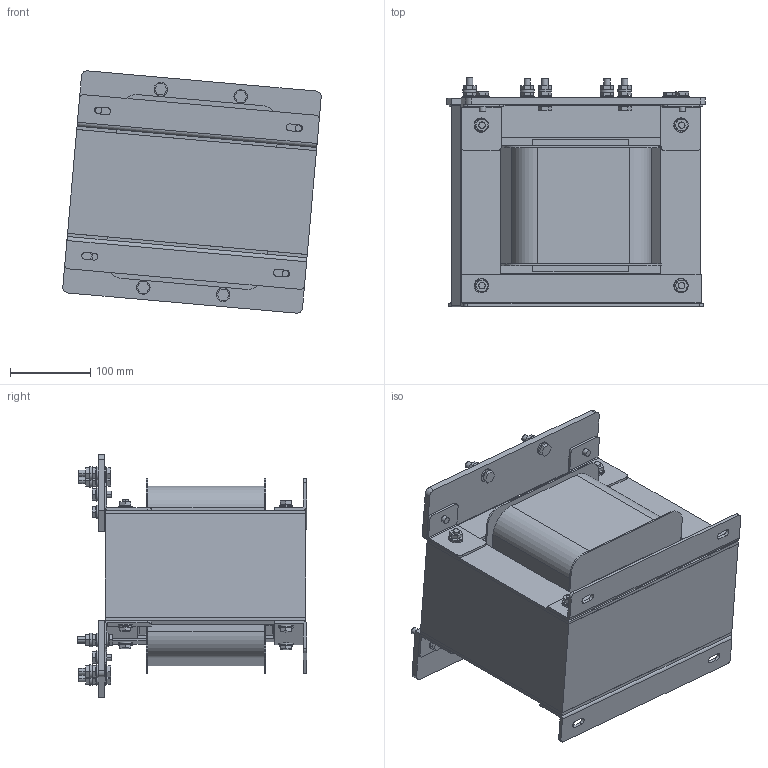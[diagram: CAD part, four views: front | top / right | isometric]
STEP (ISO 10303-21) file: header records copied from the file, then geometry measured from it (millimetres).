
FILE_DESCRIPTION((''),'2;1');
FILE_NAME('BK-10KVA_380V-72V_ASM','2024-09-25T',('Administrator'),(''),'PRO/ENGINEER BY PARAMETRIC TECHNOLOGY CORPORATION, 2008380','PRO/ENGINEER BY PARAMETRIC TECHNOLOGY CORPORATION, 2008380','');
FILE_SCHEMA(('CONFIG_CONTROL_DESIGN'));
Length unit declared in the file: millimetre
Products named in the file (16): PRT0002_2; PRT0001_4; PRT0003_1; PRT0004_1; PRT0005_2; PRT0006_1; PRT0007_1; PRT0008_1; PRT0009_2; PRT0010_1; PRT0011_1; M8-40_2; PRT0012_1; M8-35_2; ASM0001_ASM_3_ASM; BK-10KVA_380V-72V_ASM
Assembly tree (53 placements, depth 3):
  BK-10KVA_380V-72V_ASM
    ASM0001_ASM_3_ASM
      PRT0002_2
      PRT0001_4
      PRT0003_1  x4
      PRT0004_1  x4
      PRT0005_2  x2
      PRT0006_1  x4
      PRT0007_1  x2
      PRT0008_1  x8
      PRT0009_2  x4
      PRT0010_1  x9
      PRT0011_1  x3
      M8-40_2
      PRT0012_1  x5
      M8-35_2  x4
Bounding box: 322.11 x 286 x 302.13 mm (x, y, z)
Volume: 12230736.6 mm3; surface area: 1118156.1 mm2
Topology: 52 solids, 52 shells, 783 faces, 1834 edges, 1228 vertices
Faces by surface type: plane 461, cylinder 322
Entity records: 8984 total; most frequent: DIRECTION 1674, CARTESIAN_POINT 1498, ORIENTED_EDGE 1324, EDGE_CURVE 662, AXIS2_PLACEMENT_3D 620, VERTEX_POINT 444, VECTOR 434, LINE 434
